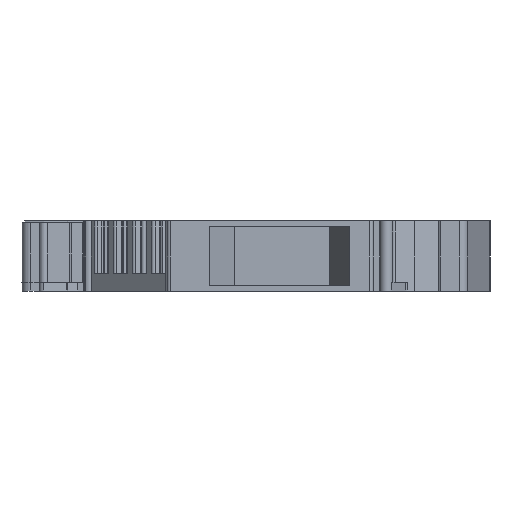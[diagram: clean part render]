
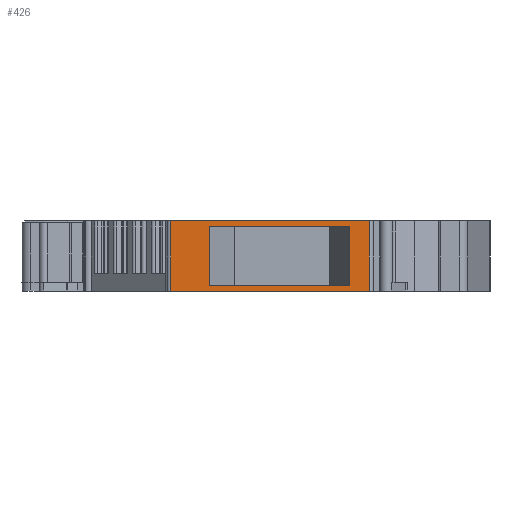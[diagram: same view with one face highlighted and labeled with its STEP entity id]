
A CAD part, left-side view. The second image highlights one B-rep face of the part: STEP entity #426.
In plain terms, the highlighted planar face has unit normal (-1, 0, 0).
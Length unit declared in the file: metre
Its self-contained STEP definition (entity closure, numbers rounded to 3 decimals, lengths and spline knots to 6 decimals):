
#426 = ADVANCED_FACE( '', ( #1138, #1139 ), #1140, .T. );
#1138 = FACE_OUTER_BOUND( '', #2144, .T. );
#1139 = FACE_BOUND( '', #2145, .T. );
#1140 = PLANE( '', #2146 );
#2144 = EDGE_LOOP( '', ( #3347, #3348, #3349, #3350 ) );
#2145 = EDGE_LOOP( '', ( #3351, #3352, #3353, #3354 ) );
#2146 = AXIS2_PLACEMENT_3D( '', #3355, #3356, #3357 );
#3347 = ORIENTED_EDGE( '', *, *, #6413, .F. );
#3348 = ORIENTED_EDGE( '', *, *, #6414, .T. );
#3349 = ORIENTED_EDGE( '', *, *, #6415, .T. );
#3350 = ORIENTED_EDGE( '', *, *, #6416, .T. );
#3351 = ORIENTED_EDGE( '', *, *, #6417, .T. );
#3352 = ORIENTED_EDGE( '', *, *, #6418, .T. );
#3353 = ORIENTED_EDGE( '', *, *, #6382, .T. );
#3354 = ORIENTED_EDGE( '', *, *, #6419, .T. );
#3355 = CARTESIAN_POINT( '', ( -0.02825, 0.025102, -0.004 ) );
#3356 = DIRECTION( '', ( -1., 0., 0. ) );
#3357 = DIRECTION( '', ( 0., 0., 1. ) );
#6382 = EDGE_CURVE( '', #7782, #7780, #7783, .T. );
#6413 = EDGE_CURVE( '', #7837, #7838, #7839, .T. );
#6414 = EDGE_CURVE( '', #7837, #7840, #7841, .T. );
#6415 = EDGE_CURVE( '', #7840, #7842, #7843, .T. );
#6416 = EDGE_CURVE( '', #7842, #7838, #7844, .T. );
#6417 = EDGE_CURVE( '', #7845, #7846, #7847, .T. );
#6418 = EDGE_CURVE( '', #7846, #7782, #7848, .T. );
#6419 = EDGE_CURVE( '', #7780, #7845, #7849, .T. );
#7780 = VERTEX_POINT( '', #9779 );
#7782 = VERTEX_POINT( '', #9782 );
#7783 = LINE( '', #9783, #9784 );
#7837 = VERTEX_POINT( '', #9857 );
#7838 = VERTEX_POINT( '', #9858 );
#7839 = LINE( '', #9859, #9860 );
#7840 = VERTEX_POINT( '', #9861 );
#7841 = LINE( '', #9862, #9863 );
#7842 = VERTEX_POINT( '', #9864 );
#7843 = LINE( '', #9865, #9866 );
#7844 = LINE( '', #9867, #9868 );
#7845 = VERTEX_POINT( '', #9869 );
#7846 = VERTEX_POINT( '', #9870 );
#7847 = LINE( '', #9871, #9872 );
#7848 = LINE( '', #9873, #9874 );
#7849 = LINE( '', #9875, #9876 );
#9779 = CARTESIAN_POINT( '', ( -0.02825, 0.004702, -0.0034 ) );
#9782 = CARTESIAN_POINT( '', ( -0.02825, 0.004702, 0.0034 ) );
#9783 = CARTESIAN_POINT( '', ( -0.02825, 0.004702, 0. ) );
#9784 = VECTOR( '', #12182, 1. );
#9857 = CARTESIAN_POINT( '', ( -0.02825, 0.025102, 0.004 ) );
#9858 = CARTESIAN_POINT( '', ( -0.02825, 0.002459, 0.004 ) );
#9859 = CARTESIAN_POINT( '', ( -0.02825, -0.01162, 0.004 ) );
#9860 = VECTOR( '', #12217, 1. );
#9861 = CARTESIAN_POINT( '', ( -0.02825, 0.025102, -0.004 ) );
#9862 = CARTESIAN_POINT( '', ( -0.02825, 0.025102, 0. ) );
#9863 = VECTOR( '', #12218, 1. );
#9864 = CARTESIAN_POINT( '', ( -0.02825, 0.002459, -0.004 ) );
#9865 = CARTESIAN_POINT( '', ( -0.02825, 0.025102, -0.004 ) );
#9866 = VECTOR( '', #12219, 1. );
#9867 = CARTESIAN_POINT( '', ( -0.02825, 0.002459, 0. ) );
#9868 = VECTOR( '', #12220, 1. );
#9869 = CARTESIAN_POINT( '', ( -0.02825, 0.020611, -0.0034 ) );
#9870 = CARTESIAN_POINT( '', ( -0.02825, 0.020611, 0.0034 ) );
#9871 = CARTESIAN_POINT( '', ( -0.02825, 0.020611, 0. ) );
#9872 = VECTOR( '', #12221, 1. );
#9873 = CARTESIAN_POINT( '', ( -0.02825, 0.01378, 0.0034 ) );
#9874 = VECTOR( '', #12222, 1. );
#9875 = CARTESIAN_POINT( '', ( -0.02825, 0.01378, -0.0034 ) );
#9876 = VECTOR( '', #12223, 1. );
#12182 = DIRECTION( '', ( 0., 0., -1. ) );
#12217 = DIRECTION( '', ( 0., -1., 0. ) );
#12218 = DIRECTION( '', ( 0., 0., -1. ) );
#12219 = DIRECTION( '', ( 0., -1., 0. ) );
#12220 = DIRECTION( '', ( 0., 0., 1. ) );
#12221 = DIRECTION( '', ( 0., 0., 1. ) );
#12222 = DIRECTION( '', ( 0., -1., 0. ) );
#12223 = DIRECTION( '', ( 0., 1., 0. ) );
